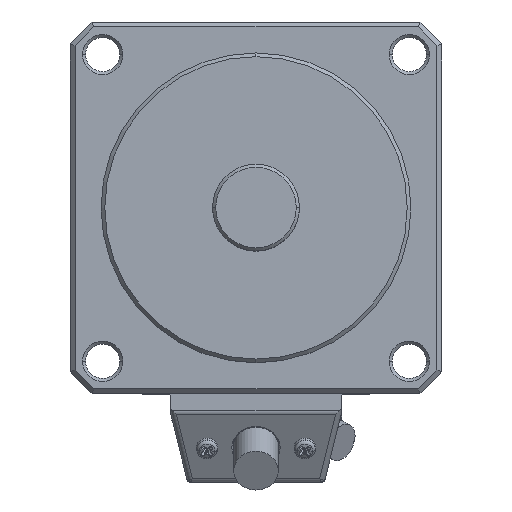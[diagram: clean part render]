
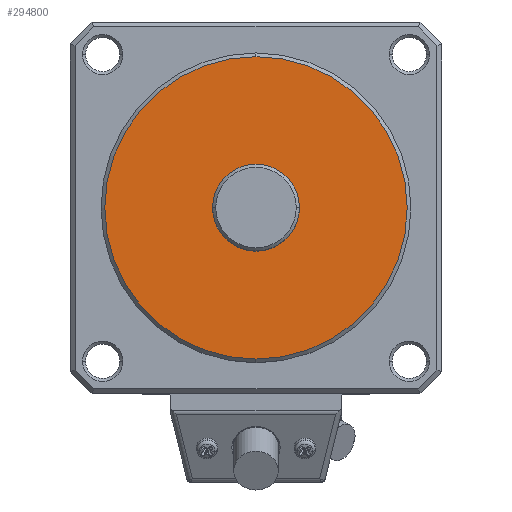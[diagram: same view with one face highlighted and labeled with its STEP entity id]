
A CAD part, top view. The second image highlights one B-rep face of the part: STEP entity #294800.
In plain terms, the highlighted planar face has unit normal (0, 0, 1).
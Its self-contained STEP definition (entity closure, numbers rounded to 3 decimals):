
#294190=CARTESIAN_POINT('',(0.,0.,
-26.4));
#294200=DIRECTION('',(0.,0.,1.));
#294210=DIRECTION('',(0.,-1.,0.));
#294220=AXIS2_PLACEMENT_3D('',#294190,#294200,#294210);
#294230=CIRCLE('',#294220,24.4);
#294240=CARTESIAN_POINT('',(24.4,0.,-26.4));
#294250=VERTEX_POINT('',#294240);
#294260=CARTESIAN_POINT('',(0.,24.4,-26.4
));
#294270=VERTEX_POINT('',#294260);
#294280=EDGE_CURVE('',#294250,#294270,#294230,.T.);
#294450=CARTESIAN_POINT('',(0.,-24.4,
-26.4));
#294460=VERTEX_POINT('',#294450);
#294490=EDGE_CURVE('',#294460,#294250,#294230,.T.);
#294540=CARTESIAN_POINT('',(-24.4,-24.4,-26.4));
#294550=DIRECTION('',(0.,0.,1.));
#294560=DIRECTION('',(1.,0.,0.));
#294570=AXIS2_PLACEMENT_3D('',#294540,#294550,#294560);
#294580=PLANE('',#294570);
#294590=CARTESIAN_POINT('',(0.,0.,
-26.4));
#294600=DIRECTION('',(0.,0.,1.));
#294610=DIRECTION('',(1.,0.,0.));
#294620=AXIS2_PLACEMENT_3D('',#294590,#294600,#294610);
#294630=CIRCLE('',#294620,7.);
#294640=CARTESIAN_POINT('',(-7.,0.,-26.4));
#294650=VERTEX_POINT('',#294640);
#294660=CARTESIAN_POINT('',(7.,0.,-26.4));
#294670=VERTEX_POINT('',#294660);
#294680=EDGE_CURVE('',#294650,#294670,#294630,.T.);
#294690=ORIENTED_EDGE('',*,*,#294680,.F.);
#294700=EDGE_CURVE('',#294670,#294650,#294630,.T.);
#294710=ORIENTED_EDGE('',*,*,#294700,.F.);
#294720=EDGE_LOOP('',(#294710,#294690));
#294730=FACE_BOUND('',#294720,.T.);
#294740=EDGE_CURVE('',#294270,#294460,#294230,.T.);
#294750=ORIENTED_EDGE('',*,*,#294740,.T.);
#294760=ORIENTED_EDGE('',*,*,#294280,.T.);
#294770=ORIENTED_EDGE('',*,*,#294490,.T.);
#294780=EDGE_LOOP('',(#294770,#294760,#294750));
#294790=FACE_OUTER_BOUND('',#294780,.T.);
#294800=ADVANCED_FACE('',(#294730,#294790),#294580,.T.);
